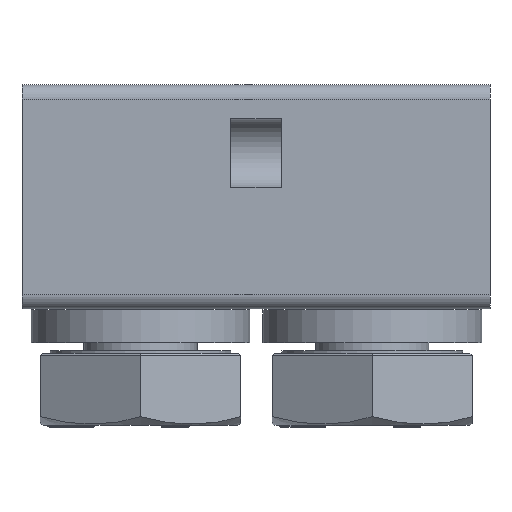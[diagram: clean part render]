
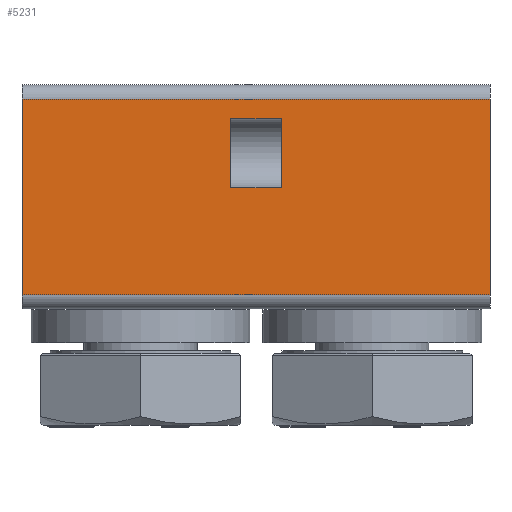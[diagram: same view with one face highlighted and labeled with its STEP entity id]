
A CAD part, left-side view. The second image highlights one B-rep face of the part: STEP entity #5231.
In plain terms, the highlighted planar face has unit normal (-1, 0, 0).
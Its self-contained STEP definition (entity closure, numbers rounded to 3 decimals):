
#5203 = VERTEX_POINT('',#5204);
#5204 = CARTESIAN_POINT('',(-4.369,-12.827,-5.359));
#5211 = EDGE_CURVE('',#5203,#5212,#5214,.T.);
#5212 = VERTEX_POINT('',#5213);
#5213 = CARTESIAN_POINT('',(-4.369,12.827,-5.359));
#5214 = LINE('',#5215,#5216);
#5215 = CARTESIAN_POINT('',(-4.369,12.827,-5.359));
#5216 = VECTOR('',#5217,1.);
#5217 = DIRECTION('',(0.,1.,0.));
#5231 = ADVANCED_FACE('',(#5232,#5257),#5291,.T.);
#5232 = FACE_BOUND('',#5233,.T.);
#5233 = EDGE_LOOP('',(#5234,#5235,#5243,#5251));
#5234 = ORIENTED_EDGE('',*,*,#5211,.F.);
#5235 = ORIENTED_EDGE('',*,*,#5236,.T.);
#5236 = EDGE_CURVE('',#5203,#5237,#5239,.T.);
#5237 = VERTEX_POINT('',#5238);
#5238 = CARTESIAN_POINT('',(-4.369,-12.827,5.359));
#5239 = LINE('',#5240,#5241);
#5240 = CARTESIAN_POINT('',(-4.369,-12.827,6.147));
#5241 = VECTOR('',#5242,1.);
#5242 = DIRECTION('',(0.,0.,1.));
#5243 = ORIENTED_EDGE('',*,*,#5244,.F.);
#5244 = EDGE_CURVE('',#5245,#5237,#5247,.T.);
#5245 = VERTEX_POINT('',#5246);
#5246 = CARTESIAN_POINT('',(-4.369,12.827,5.359));
#5247 = LINE('',#5248,#5249);
#5248 = CARTESIAN_POINT('',(-4.369,12.827,5.359));
#5249 = VECTOR('',#5250,1.);
#5250 = DIRECTION('',(0.,-1.,0.));
#5251 = ORIENTED_EDGE('',*,*,#5252,.T.);
#5252 = EDGE_CURVE('',#5245,#5212,#5253,.T.);
#5253 = LINE('',#5254,#5255);
#5254 = CARTESIAN_POINT('',(-4.369,12.827,6.147));
#5255 = VECTOR('',#5256,1.);
#5256 = DIRECTION('',(0.,0.,-1.));
#5257 = FACE_BOUND('',#5258,.T.);
#5258 = EDGE_LOOP('',(#5259,#5269,#5277,#5285));
#5259 = ORIENTED_EDGE('',*,*,#5260,.T.);
#5260 = EDGE_CURVE('',#5261,#5263,#5265,.T.);
#5261 = VERTEX_POINT('',#5262);
#5262 = CARTESIAN_POINT('',(-4.369,1.384,0.485));
#5263 = VERTEX_POINT('',#5264);
#5264 = CARTESIAN_POINT('',(-4.369,1.384,4.29));
#5265 = LINE('',#5266,#5267);
#5266 = CARTESIAN_POINT('',(-4.369,1.384,-2.286));
#5267 = VECTOR('',#5268,1.);
#5268 = DIRECTION('',(0.,0.,1.));
#5269 = ORIENTED_EDGE('',*,*,#5270,.T.);
#5270 = EDGE_CURVE('',#5263,#5271,#5273,.T.);
#5271 = VERTEX_POINT('',#5272);
#5272 = CARTESIAN_POINT('',(-4.369,-1.384,4.29));
#5273 = LINE('',#5274,#5275);
#5274 = CARTESIAN_POINT('',(-4.369,0.,4.29)
  );
#5275 = VECTOR('',#5276,1.);
#5276 = DIRECTION('',(0.,-1.,0.));
#5277 = ORIENTED_EDGE('',*,*,#5278,.T.);
#5278 = EDGE_CURVE('',#5271,#5279,#5281,.T.);
#5279 = VERTEX_POINT('',#5280);
#5280 = CARTESIAN_POINT('',(-4.369,-1.384,0.485));
#5281 = LINE('',#5282,#5283);
#5282 = CARTESIAN_POINT('',(-4.369,-1.384,-1.88));
#5283 = VECTOR('',#5284,1.);
#5284 = DIRECTION('',(0.,0.,-1.));
#5285 = ORIENTED_EDGE('',*,*,#5286,.T.);
#5286 = EDGE_CURVE('',#5279,#5261,#5287,.T.);
#5287 = LINE('',#5288,#5289);
#5288 = CARTESIAN_POINT('',(-4.369,0.,0.485)
  );
#5289 = VECTOR('',#5290,1.);
#5290 = DIRECTION('',(0.,1.,0.));
#5291 = PLANE('',#5292);
#5292 = AXIS2_PLACEMENT_3D('',#5293,#5294,#5295);
#5293 = CARTESIAN_POINT('',(-4.369,12.827,-6.147));
#5294 = DIRECTION('',(-1.,0.,0.));
#5295 = DIRECTION('',(0.,0.,1.));
